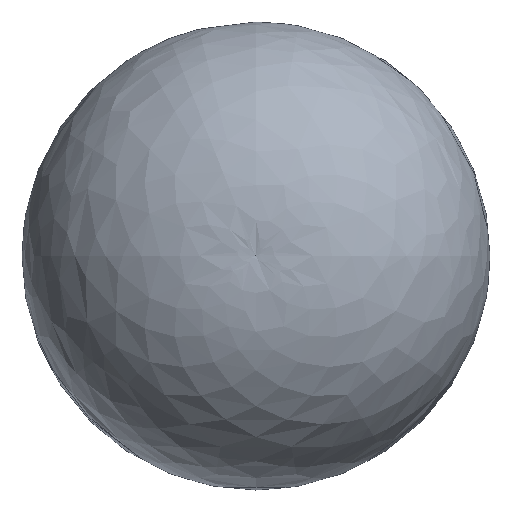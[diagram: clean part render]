
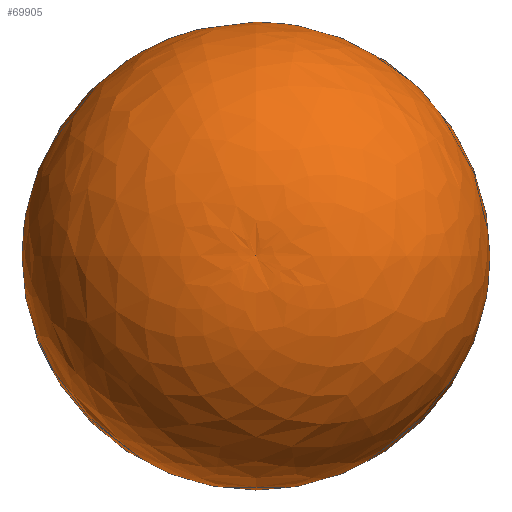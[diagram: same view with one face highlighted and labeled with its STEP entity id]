
A CAD part, top view. The second image highlights one B-rep face of the part: STEP entity #69905.
In plain terms, the highlighted free-form (B-spline) face has degree [2, 2] with [5, 9] control points.
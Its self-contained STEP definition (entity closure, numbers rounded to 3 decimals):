
#299=(
BOUNDED_SURFACE()
B_SPLINE_SURFACE(2,2,((#172400,#172401,#172402,#172403,#172404,#172405,
#172406,#172407,#172408),(#172409,#172410,#172411,#172412,#172413,#172414,
#172415,#172416,#172417),(#172418,#172419,#172420,#172421,#172422,#172423,
#172424,#172425,#172426),(#172427,#172428,#172429,#172430,#172431,#172432,
#172433,#172434,#172435),(#172436,#172437,#172438,#172439,#172440,#172441,
#172442,#172443,#172444)),.UNSPECIFIED.,.F.,.T.,.F.)
B_SPLINE_SURFACE_WITH_KNOTS((3,2,3),(3,2,2,2,3),(-1.702,-0.162,
1.379),(-3.142,-1.571,0.,1.571,
3.142),.UNSPECIFIED.)
GEOMETRIC_REPRESENTATION_ITEM()
RATIONAL_B_SPLINE_SURFACE(((1.,0.707,1.,0.707,1.,
0.707,1.,0.707,1.),(0.718,0.508,
0.718,0.508,0.718,0.508,0.718,
0.508,0.718),(1.,0.707,1.,0.707,
1.,0.707,1.,0.707,1.),(0.718,0.508,
0.718,0.508,0.718,0.508,0.718,
0.508,0.718),(1.,0.707,1.,0.707,
1.,0.707,1.,0.707,1.)))
REPRESENTATION_ITEM('')
SURFACE()
);
#13980=FACE_OUTER_BOUND('',#18702,.T.);
#18702=EDGE_LOOP('',(#60444,#60445,#60446));
#22970=CIRCLE('',#78103,454.594);
#22971=CIRCLE('',#78104,1412.899);
#31214=VERTEX_POINT('',#172397);
#31215=VERTEX_POINT('',#172445);
#40964=EDGE_CURVE('',#31214,#31214,#22970,.T.);
#40965=EDGE_CURVE('',#31214,#31215,#22971,.T.);
#60444=ORIENTED_EDGE('',*,*,#40964,.F.);
#60445=ORIENTED_EDGE('',*,*,#40965,.T.);
#60446=ORIENTED_EDGE('',*,*,#40965,.F.);
#69905=ADVANCED_FACE('',(#13980),#299,.F.);
#78103=AXIS2_PLACEMENT_3D('',#172399,#96297,#96298);
#78104=AXIS2_PLACEMENT_3D('',#172446,#96299,#96300);
#96297=DIRECTION('center_axis',(-1.,0.,0.));
#96298=DIRECTION('ref_axis',(0.,0.,1.));
#96299=DIRECTION('center_axis',(0.,-1.,0.));
#96300=DIRECTION('ref_axis',(0.,0.,
-1.));
#172397=CARTESIAN_POINT('',(-1386.94,185.,-454.594));
#172399=CARTESIAN_POINT('Origin',(-1386.94,185.,0.));
#172400=CARTESIAN_POINT('Ctrl Pts',(1400.735,185.,0.));
#172401=CARTESIAN_POINT('Ctrl Pts',(1400.735,185.,0.));
#172402=CARTESIAN_POINT('Ctrl Pts',(1400.735,185.,0.));
#172403=CARTESIAN_POINT('Ctrl Pts',(1400.735,185.,0.));
#172404=CARTESIAN_POINT('Ctrl Pts',(1400.735,185.,0.));
#172405=CARTESIAN_POINT('Ctrl Pts',(1400.735,185.,0.));
#172406=CARTESIAN_POINT('Ctrl Pts',(1400.735,185.,0.));
#172407=CARTESIAN_POINT('Ctrl Pts',(1400.735,185.,0.));
#172408=CARTESIAN_POINT('Ctrl Pts',(1400.735,185.,0.));
#172409=CARTESIAN_POINT('Ctrl Pts',(1580.206,185.,-1358.874));
#172410=CARTESIAN_POINT('Ctrl Pts',(1580.206,-1173.874,
-1358.874));
#172411=CARTESIAN_POINT('Ctrl Pts',(1580.206,-1173.874,
0.));
#172412=CARTESIAN_POINT('Ctrl Pts',(1580.206,-1173.874,
1358.874));
#172413=CARTESIAN_POINT('Ctrl Pts',(1580.206,185.,1358.874));
#172414=CARTESIAN_POINT('Ctrl Pts',(1580.206,1543.874,1358.874));
#172415=CARTESIAN_POINT('Ctrl Pts',(1580.206,1543.874,0.));
#172416=CARTESIAN_POINT('Ctrl Pts',(1580.206,1543.874,-1358.874));
#172417=CARTESIAN_POINT('Ctrl Pts',(1580.206,185.,-1358.874));
#172418=CARTESIAN_POINT('Ctrl Pts',(227.402,185.,-1579.479));
#172419=CARTESIAN_POINT('Ctrl Pts',(227.402,-1394.479,
-1579.479));
#172420=CARTESIAN_POINT('Ctrl Pts',(227.402,-1394.479,
0.));
#172421=CARTESIAN_POINT('Ctrl Pts',(227.402,-1394.479,
1579.479));
#172422=CARTESIAN_POINT('Ctrl Pts',(227.402,185.,1579.479));
#172423=CARTESIAN_POINT('Ctrl Pts',(227.402,1764.479,1579.479));
#172424=CARTESIAN_POINT('Ctrl Pts',(227.402,1764.479,0.));
#172425=CARTESIAN_POINT('Ctrl Pts',(227.402,1764.479,-1579.479));
#172426=CARTESIAN_POINT('Ctrl Pts',(227.402,185.,-1579.479));
#172427=CARTESIAN_POINT('Ctrl Pts',(-1125.403,185.,
-1800.085));
#172428=CARTESIAN_POINT('Ctrl Pts',(-1125.403,-1615.085,-1800.085));
#172429=CARTESIAN_POINT('Ctrl Pts',(-1125.403,-1615.085,0.));
#172430=CARTESIAN_POINT('Ctrl Pts',(-1125.403,-1615.085,1800.085));
#172431=CARTESIAN_POINT('Ctrl Pts',(-1125.403,185.,
1800.085));
#172432=CARTESIAN_POINT('Ctrl Pts',(-1125.403,1985.085,1800.085));
#172433=CARTESIAN_POINT('Ctrl Pts',(-1125.403,1985.085,0.));
#172434=CARTESIAN_POINT('Ctrl Pts',(-1125.403,1985.085,-1800.085));
#172435=CARTESIAN_POINT('Ctrl Pts',(-1125.403,185.,
-1800.085));
#172436=CARTESIAN_POINT('Ctrl Pts',(-1386.94,185.,
-454.594));
#172437=CARTESIAN_POINT('Ctrl Pts',(-1386.94,-269.594,
-454.594));
#172438=CARTESIAN_POINT('Ctrl Pts',(-1386.94,-269.594,
0.));
#172439=CARTESIAN_POINT('Ctrl Pts',(-1386.94,-269.594,
454.594));
#172440=CARTESIAN_POINT('Ctrl Pts',(-1386.94,185.,
454.594));
#172441=CARTESIAN_POINT('Ctrl Pts',(-1386.94,639.594,
454.594));
#172442=CARTESIAN_POINT('Ctrl Pts',(-1386.94,639.594,
0.));
#172443=CARTESIAN_POINT('Ctrl Pts',(-1386.94,639.594,
-454.594));
#172444=CARTESIAN_POINT('Ctrl Pts',(-1386.94,185.,
-454.594));
#172445=CARTESIAN_POINT('',(1400.735,185.,0.));
#172446=CARTESIAN_POINT('Origin',(0.,185.,-185.));
